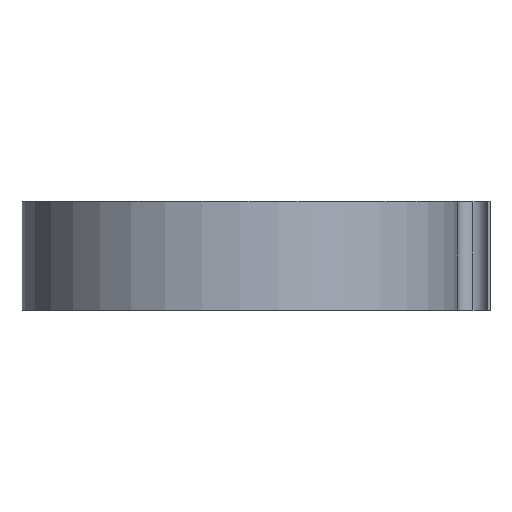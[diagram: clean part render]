
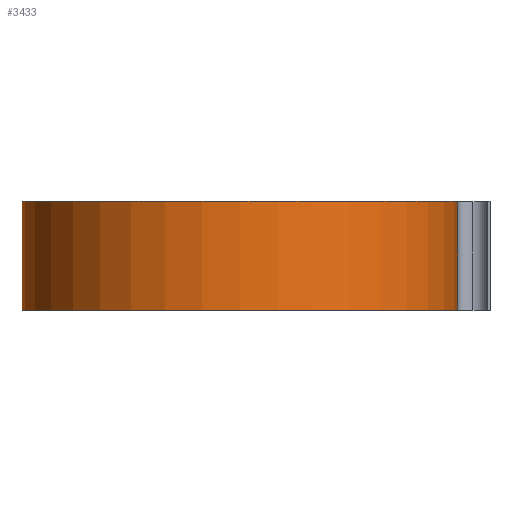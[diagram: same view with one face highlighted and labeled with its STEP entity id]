
A CAD part, top view. The second image highlights one B-rep face of the part: STEP entity #3433.
In plain terms, the highlighted cylindrical face has radius 35.999 mm (diameter 71.998 mm), a partial arc.
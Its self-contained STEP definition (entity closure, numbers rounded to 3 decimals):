
#45 = CARTESIAN_POINT ( 'NONE',  ( 0., 0., 0. ) ) ;
#139 = AXIS2_PLACEMENT_3D ( 'NONE', #45, #1231, #4878 ) ;
#269 = CYLINDRICAL_SURFACE ( 'NONE', #1260, 35.999 ) ;
#518 = CIRCLE ( 'NONE', #3473, 35.999 ) ;
#614 = EDGE_CURVE ( 'NONE', #2954, #2832, #518, .T. ) ;
#679 = ORIENTED_EDGE ( 'NONE', *, *, #614, .F. ) ;
#1085 = DIRECTION ( 'NONE',  ( 0., -1., 0. ) ) ;
#1098 = VECTOR ( 'NONE', #2698, 1000. ) ;
#1231 = DIRECTION ( 'NONE',  ( 0., 1., 0. ) ) ;
#1260 = AXIS2_PLACEMENT_3D ( 'NONE', #3438, #1085, #2708 ) ;
#1315 = ORIENTED_EDGE ( 'NONE', *, *, #3871, .F. ) ;
#1534 = LINE ( 'NONE', #3150, #4289 ) ;
#1727 = VERTEX_POINT ( 'NONE', #3574 ) ;
#1912 = DIRECTION ( 'NONE',  ( 1., 0., 0. ) ) ;
#2161 = EDGE_LOOP ( 'NONE', ( #4299, #1315, #679, #3429 ) ) ;
#2433 = CIRCLE ( 'NONE', #139, 35.999 ) ;
#2543 = VERTEX_POINT ( 'NONE', #4440 ) ;
#2693 = EDGE_CURVE ( 'NONE', #2543, #1727, #2433, .T. ) ;
#2698 = DIRECTION ( 'NONE',  ( 0., -1., 0. ) ) ;
#2708 = DIRECTION ( 'NONE',  ( 0., 0., -1. ) ) ;
#2832 = VERTEX_POINT ( 'NONE', #3432 ) ;
#2906 = EDGE_CURVE ( 'NONE', #2954, #2543, #1534, .T. ) ;
#2954 = VERTEX_POINT ( 'NONE', #4778 ) ;
#3132 = CARTESIAN_POINT ( 'NONE',  ( 0., 18., 0. ) ) ;
#3150 = CARTESIAN_POINT ( 'NONE',  ( -35.999, 18., 0. ) ) ;
#3429 = ORIENTED_EDGE ( 'NONE', *, *, #2906, .T. ) ;
#3432 = CARTESIAN_POINT ( 'NONE',  ( 35.999, 18., 0. ) ) ;
#3433 = ADVANCED_FACE ( 'NONE', ( #4703 ), #269, .T. ) ;
#3438 = CARTESIAN_POINT ( 'NONE',  ( 0., 18., 0. ) ) ;
#3473 = AXIS2_PLACEMENT_3D ( 'NONE', #3132, #3930, #1912 ) ;
#3574 = CARTESIAN_POINT ( 'NONE',  ( 35.999, 0., 0. ) ) ;
#3871 = EDGE_CURVE ( 'NONE', #2832, #1727, #3883, .T. ) ;
#3883 = LINE ( 'NONE', #3913, #1098 ) ;
#3913 = CARTESIAN_POINT ( 'NONE',  ( 35.999, 18., 0. ) ) ;
#3930 = DIRECTION ( 'NONE',  ( 0., 1., 0. ) ) ;
#4289 = VECTOR ( 'NONE', #4727, 1000. ) ;
#4299 = ORIENTED_EDGE ( 'NONE', *, *, #2693, .T. ) ;
#4440 = CARTESIAN_POINT ( 'NONE',  ( -35.999, 0., 0. ) ) ;
#4703 = FACE_OUTER_BOUND ( 'NONE', #2161, .T. ) ;
#4727 = DIRECTION ( 'NONE',  ( 0., -1., 0. ) ) ;
#4778 = CARTESIAN_POINT ( 'NONE',  ( -35.999, 18., 0. ) ) ;
#4878 = DIRECTION ( 'NONE',  ( 1., 0., 0. ) ) ;
